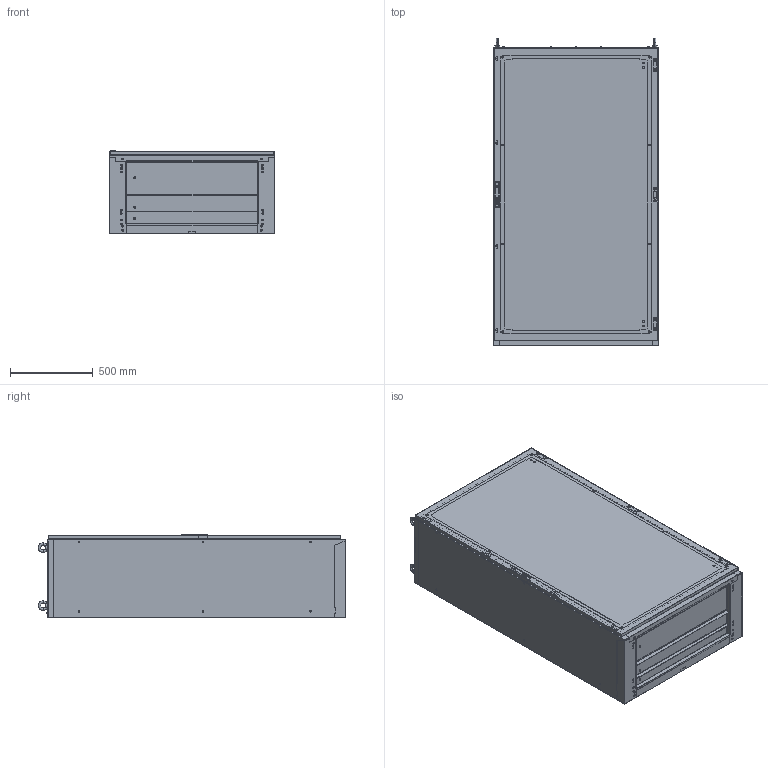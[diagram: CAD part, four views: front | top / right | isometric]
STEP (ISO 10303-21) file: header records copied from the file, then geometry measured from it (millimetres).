
FILE_DESCRIPTION (( 'STEP AP214' ), '1' );
FILE_NAME ('0390-1018-50-17.step', '2022-07-28T11:02:47', ( '' ), ( '' ), 'SwSTEP 2.0', 'SolidWorks 2019', '' );
FILE_SCHEMA (( 'AUTOMOTIVE_DESIGN' ));
Length unit declared in the file: millimetre
Products named in the file (14): 0390-1018-50-17; Montageplatte_s_1018; MontageplatteKPL_s_0348-1018-00-13; TuerR_s_0395-1018-00-97; Bodenplattensatz_s_0396-1000-50-03; Dachplatte_ss_0390-1000-50-07; arretierwinkel_re_s; arretierwinkel_li_s; rasthalterung_li_s; MPGleitschuh_s; rasthalterung_re_s; Korpus_ss_1018-50; MontageplatteZubehoer_s; 3080-9036-03-48 Schutzleiterschraube
Assembly tree (14 placements, depth 4):
  0390-1018-50-17
    Korpus_ss_1018-50
    TuerR_s_0395-1018-00-97
    Dachplatte_ss_0390-1000-50-07
    Bodenplattensatz_s_0396-1000-50-03
    MontageplatteKPL_s_0348-1018-00-13
      Montageplatte_s_1018
      MontageplatteZubehoer_s
        arretierwinkel_li_s
        arretierwinkel_re_s
        rasthalterung_li_s
        rasthalterung_re_s
        3080-9036-03-48 Schutzleiterschraube
        MPGleitschuh_s  x2
Bounding box: 1000 x 1857.99 x 507.5 mm (x, y, z)
Volume: 19146257.6 mm3; surface area: 19041766.6 mm2
Topology: 65 solids, 65 shells, 5035 faces, 13339 edges, 8817 vertices
Faces by surface type: plane 2854, cylinder 1936, cone 207, torus 24, bspline 14
Entity records: 187853 total; most frequent: CARTESIAN_POINT 29377, DIRECTION 27165, ORIENTED_EDGE 26570, EDGE_CURVE 13285, AXIS2_PLACEMENT_3D 9195, VERTEX_POINT 8783, VECTOR 8775, LINE 8775
